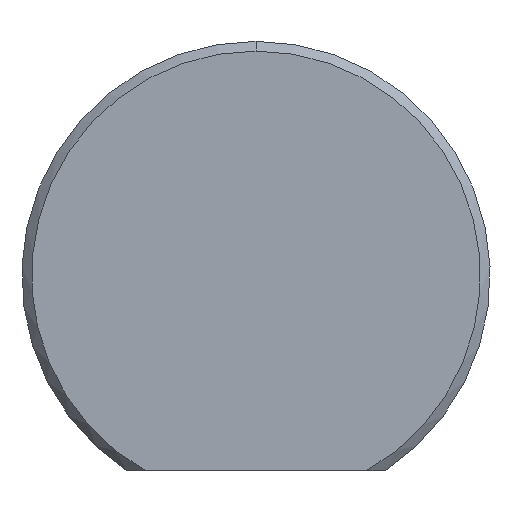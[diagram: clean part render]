
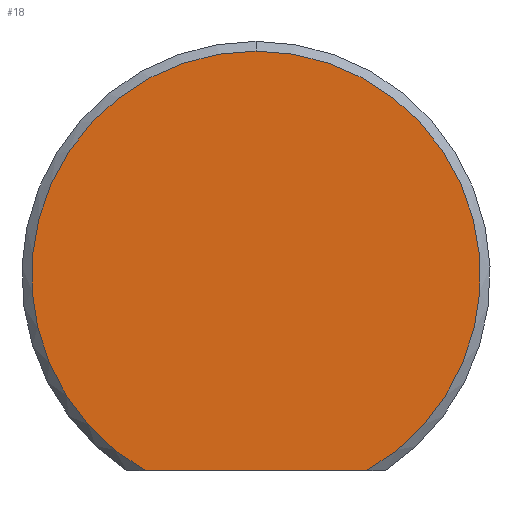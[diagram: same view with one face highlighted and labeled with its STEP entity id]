
A CAD part, front view. The second image highlights one B-rep face of the part: STEP entity #18.
In plain terms, the highlighted planar face has unit normal (0, -1, 0).
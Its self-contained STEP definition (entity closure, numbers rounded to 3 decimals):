
#18 = ADVANCED_FACE ( 'NONE', ( #34 ), #245, .F. ) ;
#32 = DIRECTION ( 'NONE',  ( 0., 0., 1. ) ) ;
#34 = FACE_OUTER_BOUND ( 'NONE', #237, .T. ) ;
#54 = VERTEX_POINT ( 'NONE', #230 ) ;
#65 = VECTOR ( 'NONE', #87, 1000. ) ;
#66 = CIRCLE ( 'NONE', #273, 2.875 ) ;
#76 = EDGE_CURVE ( 'NONE', #217, #54, #178, .T. ) ;
#79 = DIRECTION ( 'NONE',  ( 0., -1., 0. ) ) ;
#87 = DIRECTION ( 'NONE',  ( 1., 0., 0. ) ) ;
#91 = EDGE_CURVE ( 'NONE', #54, #115, #66, .T. ) ;
#104 = ORIENTED_EDGE ( 'NONE', *, *, #250, .T. ) ;
#107 = DIRECTION ( 'NONE',  ( 0., 0., 1. ) ) ;
#110 = CARTESIAN_POINT ( 'NONE',  ( 0., 0., -2.5 ) ) ;
#115 = VERTEX_POINT ( 'NONE', #171 ) ;
#120 = LINE ( 'NONE', #110, #65 ) ;
#121 = CARTESIAN_POINT ( 'NONE',  ( 0., 0., 0. ) ) ;
#137 = AXIS2_PLACEMENT_3D ( 'NONE', #121, #265, #143 ) ;
#143 = DIRECTION ( 'NONE',  ( 0., 0., 1. ) ) ;
#171 = CARTESIAN_POINT ( 'NONE',  ( -1.42, 0., -2.5 ) ) ;
#176 = ORIENTED_EDGE ( 'NONE', *, *, #76, .T. ) ;
#178 = CIRCLE ( 'NONE', #247, 2.875 ) ;
#184 = CARTESIAN_POINT ( 'NONE',  ( 1.42, 0., -2.5 ) ) ;
#205 = CARTESIAN_POINT ( 'NONE',  ( 0., 0., 0. ) ) ;
#217 = VERTEX_POINT ( 'NONE', #184 ) ;
#230 = CARTESIAN_POINT ( 'NONE',  ( 0., 0., 2.875 ) ) ;
#234 = CARTESIAN_POINT ( 'NONE',  ( 0., 0., 0. ) ) ;
#237 = EDGE_LOOP ( 'NONE', ( #104, #176, #277 ) ) ;
#245 = PLANE ( 'NONE',  #137 ) ;
#247 = AXIS2_PLACEMENT_3D ( 'NONE', #234, #266, #32 ) ;
#250 = EDGE_CURVE ( 'NONE', #115, #217, #120, .T. ) ;
#265 = DIRECTION ( 'NONE',  ( 0., 1., 0. ) ) ;
#266 = DIRECTION ( 'NONE',  ( 0., -1., 0. ) ) ;
#273 = AXIS2_PLACEMENT_3D ( 'NONE', #205, #79, #107 ) ;
#277 = ORIENTED_EDGE ( 'NONE', *, *, #91, .T. ) ;
